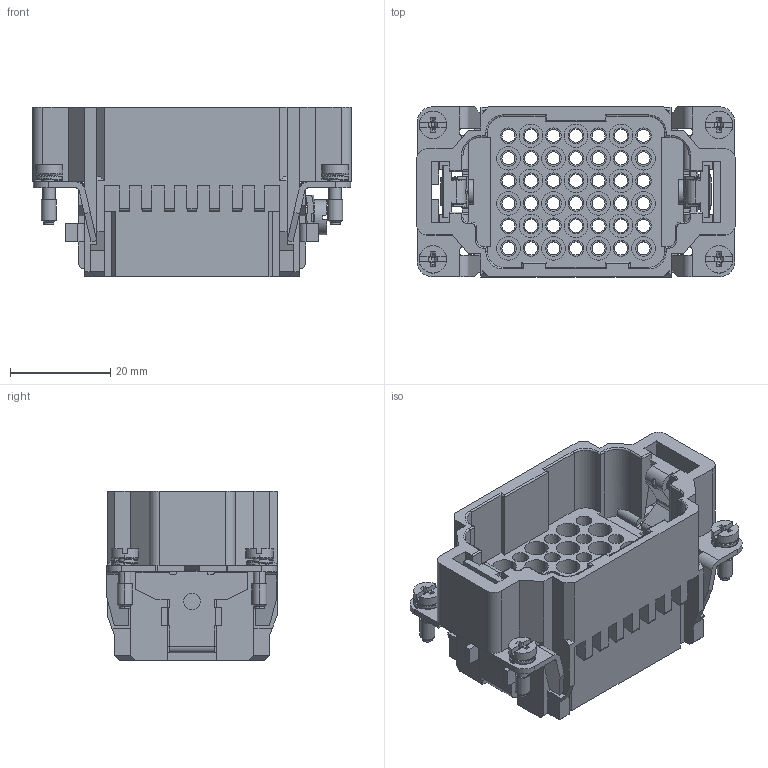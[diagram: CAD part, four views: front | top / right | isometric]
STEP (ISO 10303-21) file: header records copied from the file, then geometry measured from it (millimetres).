
FILE_DESCRIPTION (( 'STEP AP203' ), '1' );
FILE_NAME ('290213042.step', '2025-02-12T17:40:18', ( '' ), ( '' ), 'SwSTEP 2.0', 'SolidWorks 2024', '' );
FILE_SCHEMA (( 'CONFIG_CONTROL_DESIGN' ));
Length unit declared in the file: inch
Products named in the file (1): 290213042
Bounding box: 63.7 x 34.05 x 33.85 mm (x, y, z)
Volume: 22107 mm3; surface area: 26799.1 mm2
Topology: 13 solids, 13 shells, 1592 faces, 3954 edges, 2585 vertices
Faces by surface type: plane 781, cylinder 720, bspline 61, cone 18, torus 12
Entity records: 50285 total; most frequent: CARTESIAN_POINT 11803, DIRECTION 8054, ORIENTED_EDGE 7908, EDGE_CURVE 3954, AXIS2_PLACEMENT_3D 2857, VERTEX_POINT 2585, LINE 2340, VECTOR 2340
